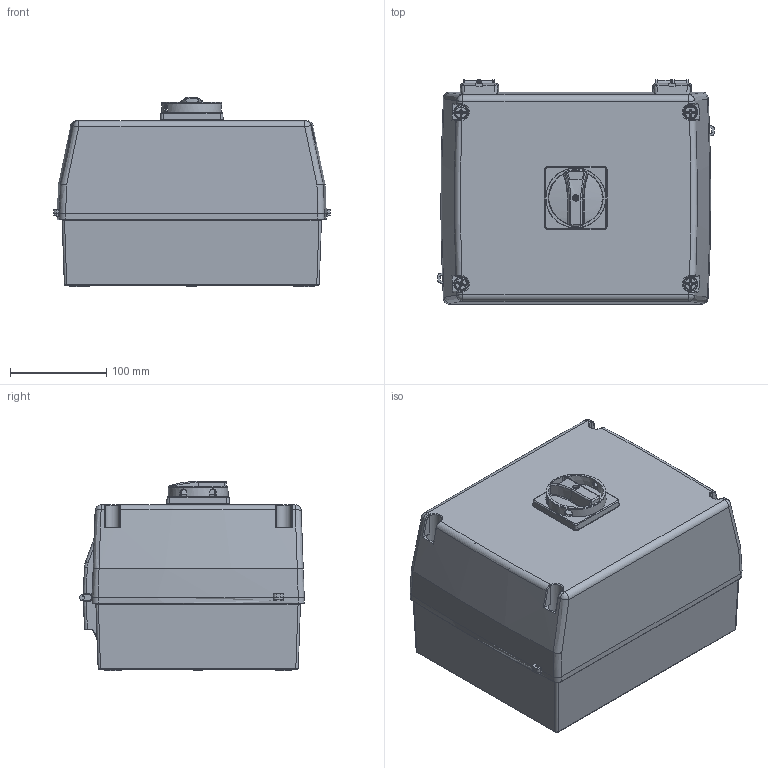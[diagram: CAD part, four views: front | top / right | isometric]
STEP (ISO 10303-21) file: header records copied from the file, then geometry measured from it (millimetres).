
FILE_DESCRIPTION(/* description */ (''),/* implementation_level */ '2;1');
FILE_NAME(/* name */ 'FILE_STP_CAD_DRAWING_3D_GAZ063BUL_prt.stp',/* time_stamp */ '2024-05-29T10:02:31+02:00',/* author */ (''),/* organization */ (''),/* preprocessor_version */ 'ST-DEVELOPER v16.7',/* originating_system */ 'SIEMENS PLM Software NX 12.0',/* authorisation */ '');
FILE_SCHEMA (('AUTOMOTIVE_DESIGN { 1 0 10303 214 3 1 1 1 }'));
Length unit declared in the file: millimetre
Products named in the file (1): 3D_GAZ063BUL
Bounding box: 287.2 x 232.8 x 196.4 mm (x, y, z)
Surface area: 369775.1 mm2 (no closed solid volume)
Topology: 0 solids, 79 shells, 957 faces, 4525 edges, 3535 vertices
Faces by surface type: plane 425, cylinder 297, bspline 107, torus 64, cone 40, sphere 24
Full cylindrical faces by diameter (mm): 3.2 x4, 4.6 x1, 6 x2, 6.4 x4, 7 x4, 15.2 x4, 16 x3, 61.8 x1
Entity records: 50265 total; most frequent: CARTESIAN_POINT 16333, DIRECTION 6205, ORIENTED_EDGE 6157, EDGE_CURVE 4447, VERTEX_POINT 3521, LINE 2305, VECTOR 2305, AXIS2_PLACEMENT_3D 1950
